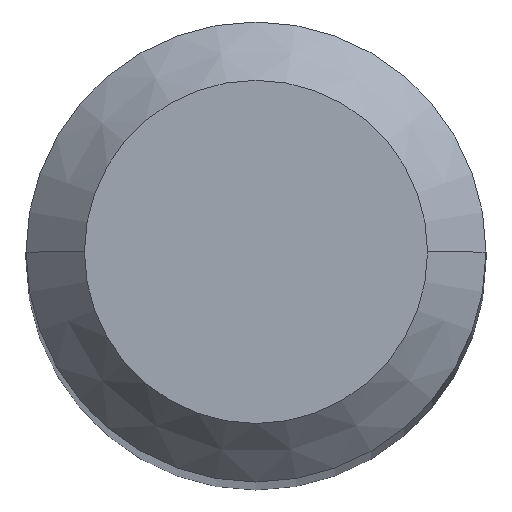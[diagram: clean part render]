
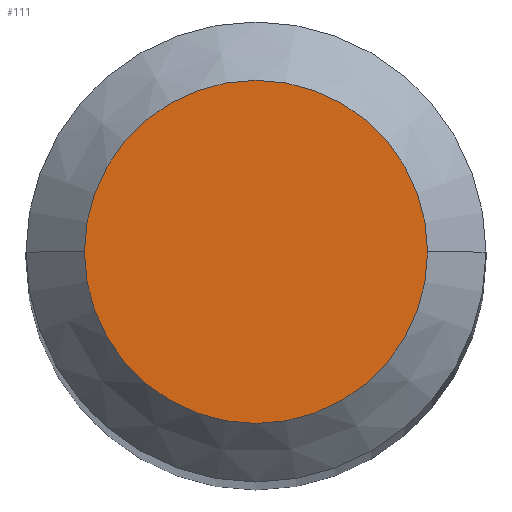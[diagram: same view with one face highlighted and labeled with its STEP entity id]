
A CAD part, top view. The second image highlights one B-rep face of the part: STEP entity #111.
In plain terms, the highlighted planar face has unit normal (0, 0, 1).
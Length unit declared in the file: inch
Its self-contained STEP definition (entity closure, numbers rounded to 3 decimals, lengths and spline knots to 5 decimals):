
#50 = AXIS2_PLACEMENT_3D ( 'NONE', #207, #460, #424 ) ;
#69 = DIRECTION ( 'NONE',  ( 1., 0., 0. ) ) ;
#90 = DIRECTION ( 'NONE',  ( 1., 0., 0. ) ) ;
#96 = ORIENTED_EDGE ( 'NONE', *, *, #425, .T. ) ;
#98 = CIRCLE ( 'NONE', #122, 0.04405 ) ;
#111 = ADVANCED_FACE ( 'NONE', ( #322 ), #354, .F. ) ;
#122 = AXIS2_PLACEMENT_3D ( 'NONE', #294, #303, #90 ) ;
#150 = CARTESIAN_POINT ( 'NONE',  ( 0.04405, 0., 0. ) ) ;
#206 = CIRCLE ( 'NONE', #280, 0.04405 ) ;
#207 = CARTESIAN_POINT ( 'NONE',  ( 0., 0.04405, 0. ) ) ;
#236 = EDGE_LOOP ( 'NONE', ( #96, #277 ) ) ;
#252 = EDGE_CURVE ( 'NONE', #402, #330, #206, .T. ) ;
#277 = ORIENTED_EDGE ( 'NONE', *, *, #252, .T. ) ;
#280 = AXIS2_PLACEMENT_3D ( 'NONE', #384, #466, #69 ) ;
#294 = CARTESIAN_POINT ( 'NONE',  ( 0., 0., 0. ) ) ;
#303 = DIRECTION ( 'NONE',  ( 0., 0., 1. ) ) ;
#322 = FACE_OUTER_BOUND ( 'NONE', #236, .T. ) ;
#327 = CARTESIAN_POINT ( 'NONE',  ( -0.04405, 0., 0. ) ) ;
#330 = VERTEX_POINT ( 'NONE', #327 ) ;
#354 = PLANE ( 'NONE',  #50 ) ;
#384 = CARTESIAN_POINT ( 'NONE',  ( 0., 0., 0. ) ) ;
#402 = VERTEX_POINT ( 'NONE', #150 ) ;
#424 = DIRECTION ( 'NONE',  ( -1., 0., 0. ) ) ;
#425 = EDGE_CURVE ( 'NONE', #330, #402, #98, .T. ) ;
#460 = DIRECTION ( 'NONE',  ( 0., 0., -1. ) ) ;
#466 = DIRECTION ( 'NONE',  ( 0., 0., 1. ) ) ;
